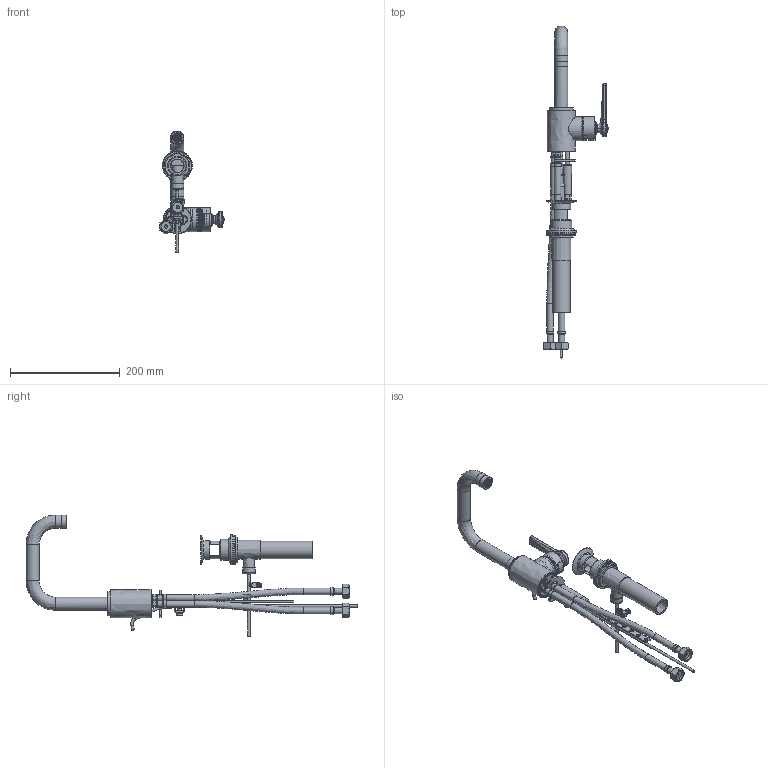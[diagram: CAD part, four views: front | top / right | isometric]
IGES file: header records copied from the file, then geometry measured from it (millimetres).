
Global section: file name: V7KA09SLF-RH; native system: Autodesk Inventor 2020; preprocessor: unknown; author: aduggalther; date: 20230106.110234; units: millimetre
Bounding box: 117.85 x 605.8 x 222.63 mm (x, y, z)
Volume: 471121.1 mm3; surface area: 247536.8 mm2
Topology: 40 solids, 43 shells, 2880 faces, 7578 edges, 4960 vertices
Faces by surface type: bspline 2880
